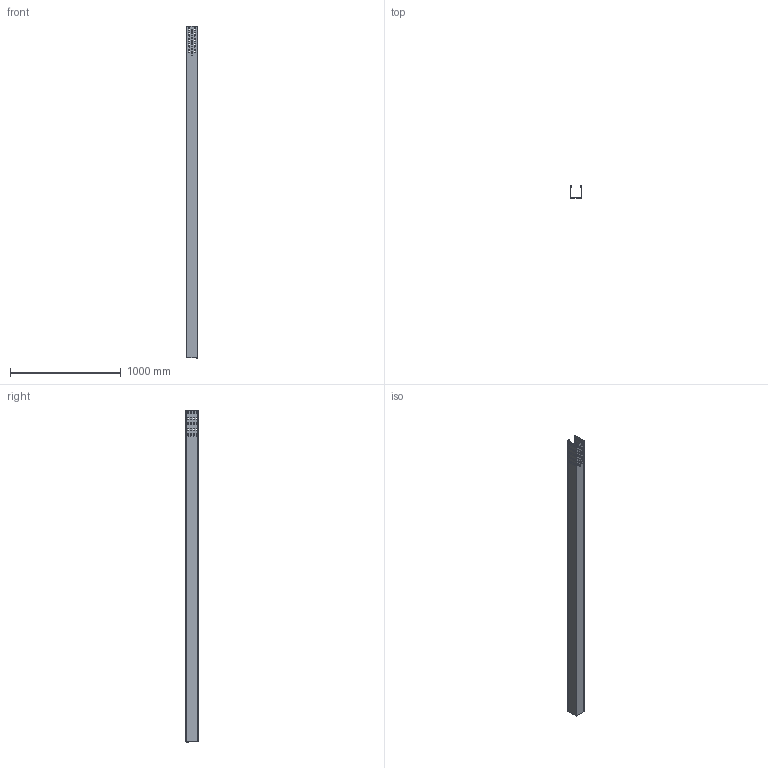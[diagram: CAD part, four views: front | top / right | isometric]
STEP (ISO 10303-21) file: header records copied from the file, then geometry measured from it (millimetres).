
FILE_DESCRIPTION (( 'STEP AP214' ), '1' );
FILE_NAME ('6060609.STEP', '2025-08-18T07:03:27', ( '' ), ( '' ), 'SwSTEP 2.0', 'SolidWorks 2024', '' );
FILE_SCHEMA (( 'AUTOMOTIVE_DESIGN' ));
Length unit declared in the file: millimetre
Products named in the file (1): 6060609
Bounding box: 100 x 110 x 3000 mm (x, y, z)
Volume: 1026140.5 mm3; surface area: 2067120.6 mm2
Topology: 1 solids, 1 shells, 275 faces, 795 edges, 522 vertices
Faces by surface type: plane 140, cylinder 135
Entity records: 9330 total; most frequent: DIRECTION 1617, CARTESIAN_POINT 1593, ORIENTED_EDGE 1590, EDGE_CURVE 795, AXIS2_PLACEMENT_3D 546, LINE 525, VECTOR 525, VERTEX_POINT 522
